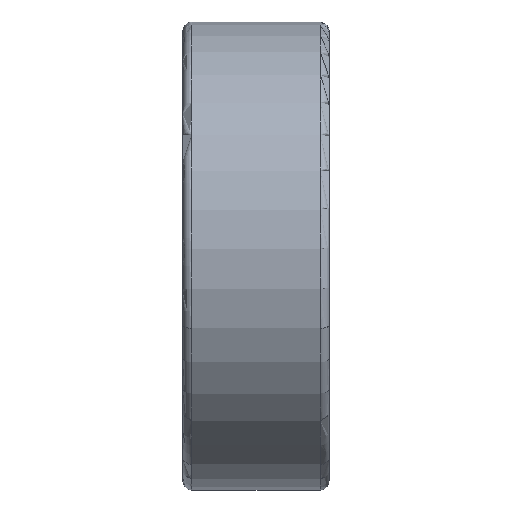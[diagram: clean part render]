
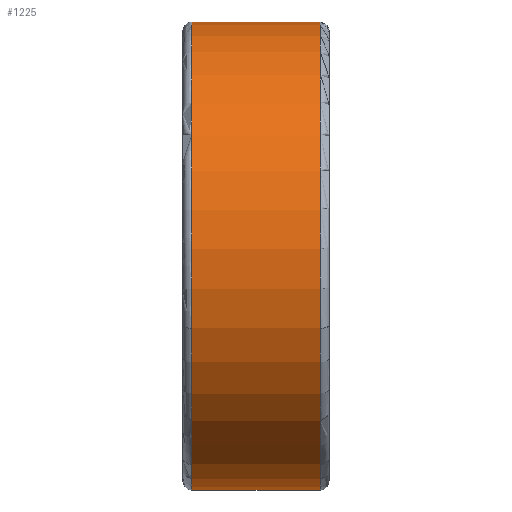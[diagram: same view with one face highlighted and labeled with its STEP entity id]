
A CAD part, front view. The second image highlights one B-rep face of the part: STEP entity #1225.
In plain terms, the highlighted cylindrical face has radius 8 mm (diameter 16 mm), a partial arc.
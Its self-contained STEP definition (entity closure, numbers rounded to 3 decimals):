
#111 = CIRCLE ( 'NONE', #2545, 8. ) ;
#163 = DIRECTION ( 'NONE',  ( 1., 0., 0. ) ) ;
#204 = CIRCLE ( 'NONE', #3000, 8. ) ;
#237 = CARTESIAN_POINT ( 'NONE',  ( 4.7, 0., 0. ) ) ;
#262 = CARTESIAN_POINT ( 'NONE',  ( 0.3, 0., 8. ) ) ;
#287 = DIRECTION ( 'NONE',  ( 1., 0., 0. ) ) ;
#292 = VECTOR ( 'NONE', #1554, 1000. ) ;
#313 = VERTEX_POINT ( 'NONE', #785 ) ;
#389 = VERTEX_POINT ( 'NONE', #3906 ) ;
#432 = CIRCLE ( 'NONE', #3443, 8. ) ;
#464 = EDGE_CURVE ( 'NONE', #735, #313, #111, .T. ) ;
#469 = DIRECTION ( 'NONE',  ( 0., 0., -1. ) ) ;
#562 = CARTESIAN_POINT ( 'NONE',  ( 0.3, 0., -8. ) ) ;
#731 = DIRECTION ( 'NONE',  ( 1., 0., 0. ) ) ;
#735 = VERTEX_POINT ( 'NONE', #262 ) ;
#768 = EDGE_CURVE ( 'NONE', #313, #389, #204, .T. ) ;
#785 = CARTESIAN_POINT ( 'NONE',  ( 0.3, -7.608, -2.472 ) ) ;
#890 = DIRECTION ( 'NONE',  ( 1., 0., 0. ) ) ;
#891 = EDGE_CURVE ( 'NONE', #2669, #1761, #2568, .T. ) ;
#907 = CARTESIAN_POINT ( 'NONE',  ( 4.7, 0., 8. ) ) ;
#961 = AXIS2_PLACEMENT_3D ( 'NONE', #1622, #2967, #4296 ) ;
#1120 = AXIS2_PLACEMENT_3D ( 'NONE', #237, #2293, #1245 ) ;
#1225 = ADVANCED_FACE ( 'NONE', ( #2616 ), #1693, .T. ) ;
#1245 = DIRECTION ( 'NONE',  ( 0., 0., -1. ) ) ;
#1451 = CARTESIAN_POINT ( 'NONE',  ( 4.7, 0., -8. ) ) ;
#1536 = EDGE_CURVE ( 'NONE', #389, #1761, #2465, .T. ) ;
#1554 = DIRECTION ( 'NONE',  ( 1., 0., 0. ) ) ;
#1622 = CARTESIAN_POINT ( 'NONE',  ( 50., 0., 0. ) ) ;
#1629 = CARTESIAN_POINT ( 'NONE',  ( 0.3, 0., 8. ) ) ;
#1693 = CYLINDRICAL_SURFACE ( 'NONE', #961, 8. ) ;
#1706 = ORIENTED_EDGE ( 'NONE', *, *, #891, .F. ) ;
#1757 = EDGE_LOOP ( 'NONE', ( #3745, #2515, #3806, #2413, #1706, #2167 ) ) ;
#1761 = VERTEX_POINT ( 'NONE', #1451 ) ;
#1860 = EDGE_CURVE ( 'NONE', #2687, #2669, #432, .T. ) ;
#2005 = CARTESIAN_POINT ( 'NONE',  ( 0.3, 0., 0. ) ) ;
#2167 = ORIENTED_EDGE ( 'NONE', *, *, #1860, .F. ) ;
#2293 = DIRECTION ( 'NONE',  ( 1., 0., 0. ) ) ;
#2413 = ORIENTED_EDGE ( 'NONE', *, *, #1536, .T. ) ;
#2465 = LINE ( 'NONE', #562, #292 ) ;
#2515 = ORIENTED_EDGE ( 'NONE', *, *, #464, .T. ) ;
#2545 = AXIS2_PLACEMENT_3D ( 'NONE', #2005, #731, #4010 ) ;
#2568 = CIRCLE ( 'NONE', #1120, 8. ) ;
#2616 = FACE_OUTER_BOUND ( 'NONE', #1757, .T. ) ;
#2669 = VERTEX_POINT ( 'NONE', #2876 ) ;
#2687 = VERTEX_POINT ( 'NONE', #907 ) ;
#2866 = DIRECTION ( 'NONE',  ( 0., 0., -1. ) ) ;
#2876 = CARTESIAN_POINT ( 'NONE',  ( 4.7, -7.608, -2.472 ) ) ;
#2967 = DIRECTION ( 'NONE',  ( 1., 0., 0. ) ) ;
#3000 = AXIS2_PLACEMENT_3D ( 'NONE', #3556, #163, #469 ) ;
#3035 = EDGE_CURVE ( 'NONE', #735, #2687, #3297, .T. ) ;
#3297 = LINE ( 'NONE', #1629, #3969 ) ;
#3443 = AXIS2_PLACEMENT_3D ( 'NONE', #4206, #890, #2866 ) ;
#3556 = CARTESIAN_POINT ( 'NONE',  ( 0.3, 0., 0. ) ) ;
#3745 = ORIENTED_EDGE ( 'NONE', *, *, #3035, .F. ) ;
#3806 = ORIENTED_EDGE ( 'NONE', *, *, #768, .T. ) ;
#3906 = CARTESIAN_POINT ( 'NONE',  ( 0.3, 0., -8. ) ) ;
#3969 = VECTOR ( 'NONE', #287, 1000. ) ;
#4010 = DIRECTION ( 'NONE',  ( 0., 0., -1. ) ) ;
#4206 = CARTESIAN_POINT ( 'NONE',  ( 4.7, 0., 0. ) ) ;
#4296 = DIRECTION ( 'NONE',  ( 0., 1., 0. ) ) ;
